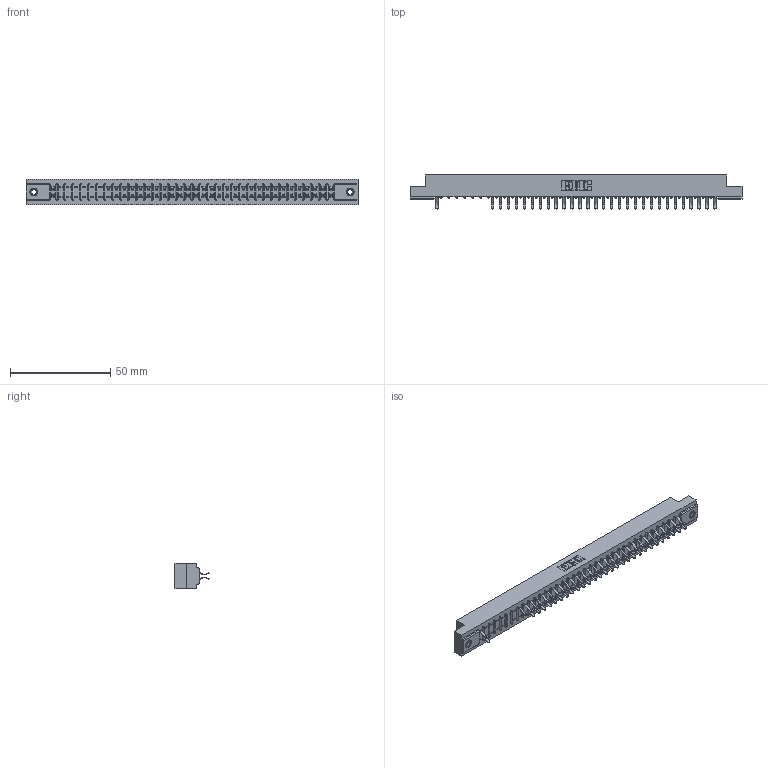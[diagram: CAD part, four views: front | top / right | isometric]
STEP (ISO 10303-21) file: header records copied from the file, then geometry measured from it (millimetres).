
FILE_DESCRIPTION (( 'STEP AP203' ), '1' );
FILE_NAME ('307-072-556-208.STEP', '2018-08-06T15:40:15', ( '' ), ( '' ), 'SwSTEP 2.0', 'SolidWorks 2016', '' );
FILE_SCHEMA (( 'CONFIG_CONTROL_DESIGN' ));
Length unit declared in the file: inch
Products named in the file (4): 307-072-556-208; 307 Part_.156 Dia Mounting Holes; 307-290-001_556; 345-250-001_345-250-003-102
Assembly tree (62 placements, depth 2):
  307-072-556-208
    307 Part_.156 Dia Mounting Holes
    307-290-001_556  x59
    345-250-001_345-250-003-102  x2
Bounding box: 165.66 x 16.97 x 12.7 mm (x, y, z)
Volume: 17387.8 mm3; surface area: 19913.8 mm2
Topology: 62 solids, 62 shells, 3295 faces, 9253 edges, 5982 vertices
Faces by surface type: plane 2127, cylinder 1078, sphere 74, cone 12, torus 4
Entity records: 33627 total; most frequent: CARTESIAN_POINT 5542, ORIENTED_EDGE 5498, DIRECTION 5427, EDGE_CURVE 2749, LINE 2105, VECTOR 2105, VERTEX_POINT 1776, AXIS2_PLACEMENT_3D 1661
